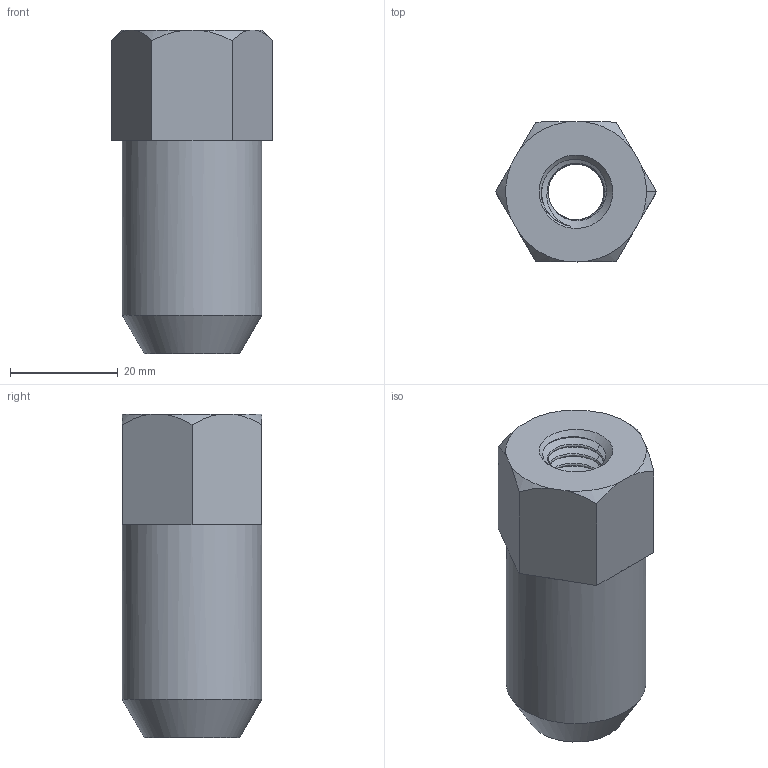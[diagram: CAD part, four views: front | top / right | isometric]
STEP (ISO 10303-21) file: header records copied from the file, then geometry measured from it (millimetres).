
FILE_DESCRIPTION(('FreeCAD Model'),'2;1');
FILE_NAME('Open CASCADE Shape Model','2025-05-04T08:46:12',('FreeCAD'),( 'FreeCAD'),'Open CASCADE STEP processor 7.6','FreeCAD','Unknown');
FILE_SCHEMA(('AUTOMOTIVE_DESIGN { 1 0 10303 214 1 1 1 1 }'));
Length unit declared in the file: millimetre
Products named in the file (1): Open CASCADE STEP translator 7.6 1
Bounding box: 29.92 x 25.91 x 60.01 mm (x, y, z)
Volume: 25422.9 mm3; surface area: 9291.6 mm2
Topology: 1 solids, 1 shells, 136 faces, 287 edges, 153 vertices
Faces by surface type: bspline 136
Entity records: 12821 total; most frequent: CARTESIAN_POINT 11106, ORIENTED_EDGE 574, EDGE_CURVE 287, B_SPLINE_CURVE_WITH_KNOTS 202, VERTEX_POINT 153, FACE_BOUND 138, EDGE_LOOP 138, ADVANCED_FACE 136
